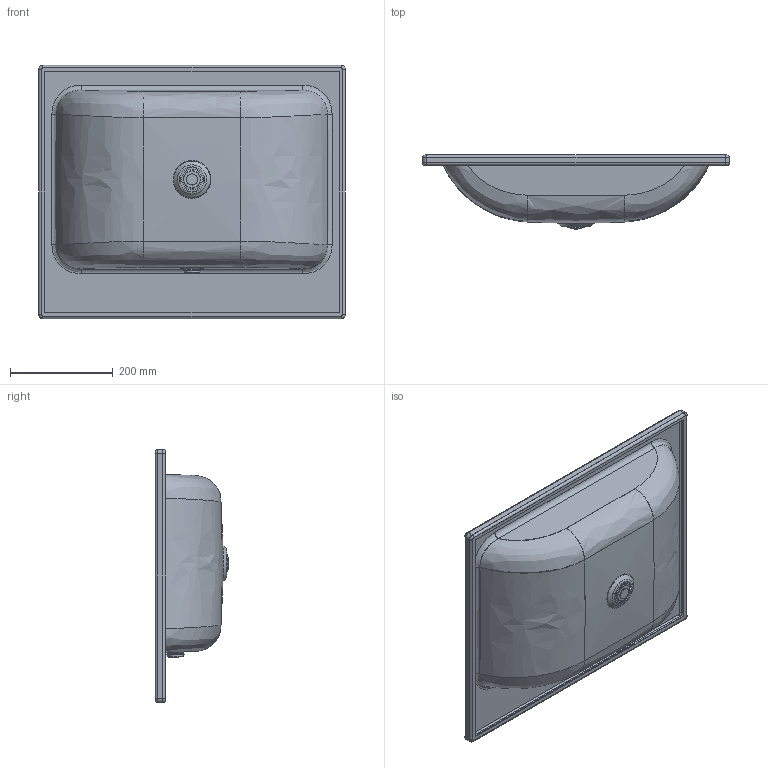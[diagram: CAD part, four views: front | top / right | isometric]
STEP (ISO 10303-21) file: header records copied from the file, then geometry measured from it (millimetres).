
FILE_DESCRIPTION((' '),'2;1');
FILE_NAME( '19396ca69c3a46c3.stp', '2024-12-05T13:27:48', (' '), ('--- Datakit www.datakit.com---'), ' Datakit CrossCadWare V2022.3 Jun 15 2022', 'DATAKIT 2024 (c)', ' ');
FILE_SCHEMA(('CONFIG_CONTROL_DESIGN'));
Length unit declared in the file: millimetre
Products named in the file (1): 19396c56cb3972c3
Bounding box: 599 x 144 x 494 mm (x, y, z)
Volume: 28192.4 mm3; surface area: 941907.7 mm2
Topology: 2 solids, 3 shells, 134 faces, 296 edges, 178 vertices
Faces by surface type: cylinder 37, plane 32, bspline 27, torus 20, offset 11, cone 7
Full cylindrical faces by diameter (mm): 22 x1, 25 x1, 26 x1, 30 x1, 32 x1, 33 x2, 36 x1, 46 x1
Entity records: 30334 total; most frequent: CARTESIAN_POINT 27704, ORIENTED_EDGE 532, DIRECTION 471, EDGE_CURVE 266, AXIS2_PLACEMENT_3D 201, EDGE_LOOP 174, VERTEX_POINT 169, ADVANCED_FACE 136
